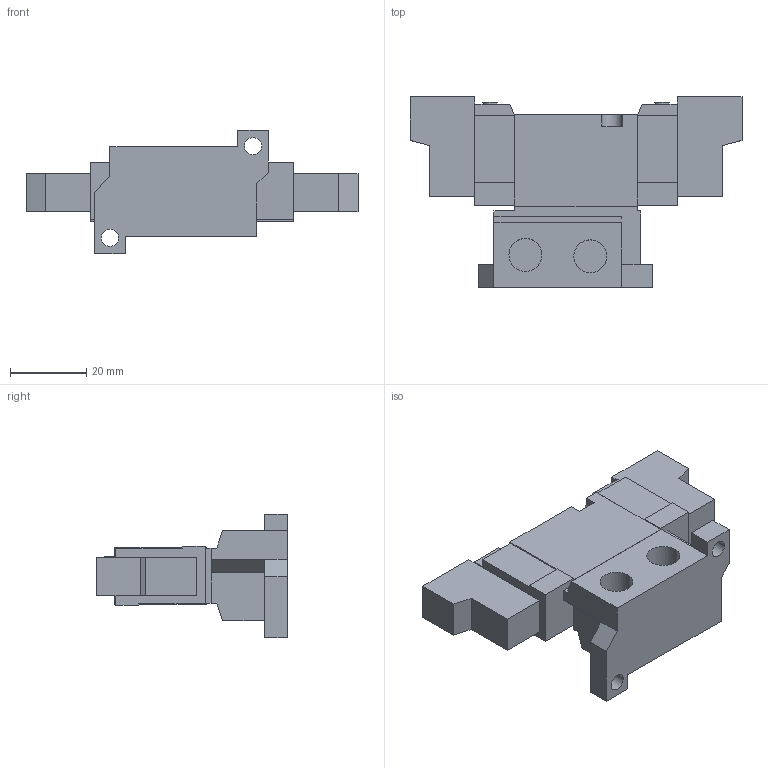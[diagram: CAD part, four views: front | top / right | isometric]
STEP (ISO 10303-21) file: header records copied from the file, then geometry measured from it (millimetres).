
FILE_DESCRIPTION((''),'2;1');
FILE_NAME('Double Solenoid Valve.stp','2003-01-18T20:45:59',('Ed Sparks'),(''),'Autodesk Inventor (tm) 5.0','Autodesk Inventor (tm) 5.0','');
FILE_SCHEMA(('CONFIG_CONTROL_DESIGN'));
Length unit declared in the file: inch
Products named in the file (1): Double Solenoid Valve
Bounding box: 87 x 49.99 x 32.35 mm (x, y, z)
Volume: 42029.8 mm3; surface area: 12350.1 mm2
Topology: 1 solids, 1 shells, 111 faces, 290 edges, 187 vertices
Faces by surface type: plane 68, bspline 31, cylinder 12
Entity records: 3531 total; most frequent: CARTESIAN_POINT 766, ORIENTED_EDGE 580, DIRECTION 488, EDGE_CURVE 290, VECTOR 254, LINE 254, VERTEX_POINT 187, EDGE_LOOP 121
